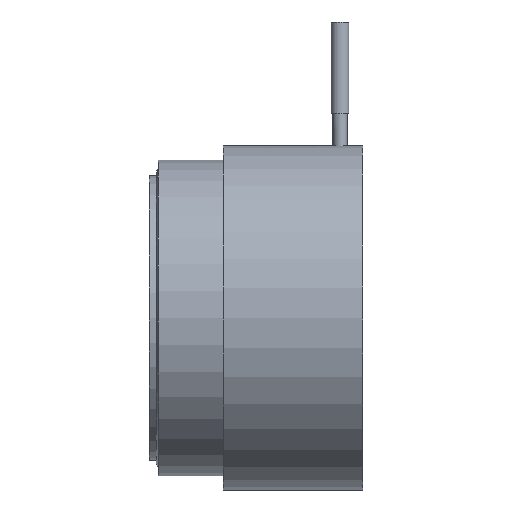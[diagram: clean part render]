
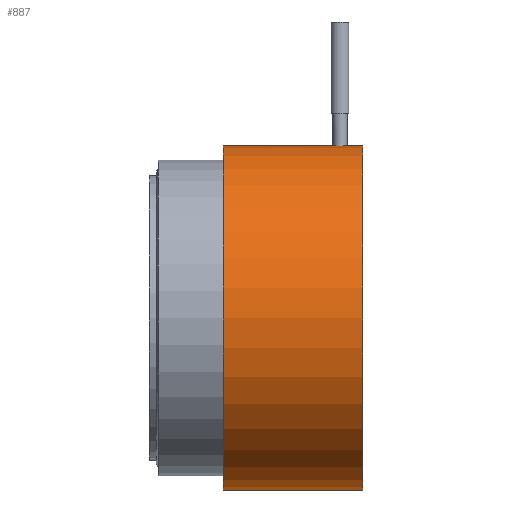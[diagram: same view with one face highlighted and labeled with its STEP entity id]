
A CAD part, front view. The second image highlights one B-rep face of the part: STEP entity #887.
In plain terms, the highlighted cylindrical face has radius 47.625 mm (diameter 95.25 mm), a partial arc.
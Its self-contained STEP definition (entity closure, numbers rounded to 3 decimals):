
#702=CARTESIAN_POINT('POINT253',(54.816,0.,
   47.625));
#703=VERTEX_POINT('VERTEX253',#702);
#711=CARTESIAN_POINT('POINT254',(50.848,0.,
   47.625));
#712=VERTEX_POINT('VERTEX254',#711);
#719=CARTESIAN_POINT('POINT255',(52.832,-1.984,
   47.584));
#720=VERTEX_POINT('VERTEX255',#719);
#721=B_SPLINE_CURVE_WITH_KNOTS('SPLINE_CRV7',3,(#722,#723,#724,#725,#726
   ,#727,#728,#729,#730,#731),.UNSPECIFIED.,.F.,.F.,(4,2,2,2,4),(
   0.,0.029,0.059,
   0.088,0.118),.UNSPECIFIED.);
#722=CARTESIAN_POINT('',(52.832,-1.984,
   47.584));
#723=CARTESIAN_POINT('',(52.583,-1.984,
   47.584));
#724=CARTESIAN_POINT('',(52.317,-1.935,
   47.586));
#725=CARTESIAN_POINT('',(51.828,-1.732,
   47.594));
#726=CARTESIAN_POINT('',(51.605,-1.579,
   47.599));
#727=CARTESIAN_POINT('',(51.253,-1.227,
   47.61));
#728=CARTESIAN_POINT('',(51.1,-1.004,
   47.615));
#729=CARTESIAN_POINT('',(50.897,-0.515,
   47.623));
#730=CARTESIAN_POINT('',(50.848,-0.249,47.625
   ));
#731=CARTESIAN_POINT('',(50.848,0.,
   47.625));
#732=EDGE_CURVE('EDGE423',#720,#712,#721,.T.);
#734=B_SPLINE_CURVE_WITH_KNOTS('SPLINE_CRV8',3,(#735,#736,#737,#738,#739
   ,#740,#741,#742,#743,#744),.UNSPECIFIED.,.F.,.F.,(4,2,2,2,4),(
   0.353,0.383,0.412,
   0.441,0.471),.UNSPECIFIED.);
#735=CARTESIAN_POINT('',(54.816,0.,47.625
   ));
#736=CARTESIAN_POINT('',(54.816,-0.249,
   47.625));
#737=CARTESIAN_POINT('',(54.767,-0.515,
   47.623));
#738=CARTESIAN_POINT('',(54.564,-1.004,
   47.615));
#739=CARTESIAN_POINT('',(54.411,-1.227,
   47.61));
#740=CARTESIAN_POINT('',(54.059,-1.579,
   47.599));
#741=CARTESIAN_POINT('',(53.836,-1.732,
   47.594));
#742=CARTESIAN_POINT('',(53.347,-1.935,
   47.586));
#743=CARTESIAN_POINT('',(53.081,-1.984,
   47.584));
#744=CARTESIAN_POINT('',(52.832,-1.984,
   47.584));
#745=EDGE_CURVE('EDGE424',#703,#720,#734,.T.);
#802=CARTESIAN_POINT('POINT256',(59.182,0.,
   47.625));
#803=VERTEX_POINT('VERTEX256',#802);
#804=CARTESIAN_POINT('POINT257',(59.182,0.,
   -47.625));
#805=VERTEX_POINT('VERTEX257',#804);
#806=CARTESIAN_POINT('POS419',(59.182,0.,0.));
#807=DIRECTION('DIR667',(-1.,0.,0.));
#808=DIRECTION('DIR668',(0.,0.,1.));
#809=AXIS2_PLACEMENT_3D('AXIS249',#806,#807,#808);
#810=CIRCLE('ELLIPSE124',#809,47.625);
#813=EDGE_CURVE('EDGE427',#805,#803,#810,.T.);
#848=CARTESIAN_POINT('POS423',(39.865,0.,
   47.625));
#849=DIRECTION('DIR675',(-1.,0.,0.));
#850=VECTOR('VEC171',#849,1.);
#851=LINE('STRAIGHT171',#848,#850);
#852=EDGE_CURVE('EDGE430',#803,#703,#851,.T.);
#853=ORIENTED_EDGE('COEDGE852',*,*,#852,.T.);
#854=ORIENTED_EDGE('COEDGE853',*,*,#745,.T.);
#855=ORIENTED_EDGE('COEDGE854',*,*,#732,.T.);
#856=CARTESIAN_POINT('POINT260',(20.549,0.,
   47.625));
#857=VERTEX_POINT('VERTEX260',#856);
#858=CARTESIAN_POINT('POS424',(39.865,0.,
   47.625));
#859=DIRECTION('DIR676',(-1.,0.,0.));
#860=VECTOR('VEC172',#859,1.);
#861=LINE('STRAIGHT172',#858,#860);
#862=EDGE_CURVE('EDGE431',#712,#857,#861,.T.);
#863=ORIENTED_EDGE('COEDGE855',*,*,#862,.T.);
#864=CARTESIAN_POINT('POINT261',(20.549,0.,
   -47.625));
#865=VERTEX_POINT('VERTEX261',#864);
#866=CARTESIAN_POINT('POS425',(20.549,0.,0.));
#867=DIRECTION('DIR677',(-1.,0.,0.));
#868=DIRECTION('DIR678',(0.,0.,1.));
#869=AXIS2_PLACEMENT_3D('AXIS253',#866,#867,#868);
#870=CIRCLE('ELLIPSE126',#869,47.625);
#871=EDGE_CURVE('EDGE432',#865,#857,#870,.T.);
#872=ORIENTED_EDGE('COEDGE856',*,*,#871,.F.);
#873=CARTESIAN_POINT('POS426',(39.865,0.,
   -47.625));
#874=DIRECTION('DIR679',(1.,0.,0.));
#875=VECTOR('VEC173',#874,1.);
#876=LINE('STRAIGHT173',#873,#875);
#877=EDGE_CURVE('EDGE433',#865,#805,#876,.T.);
#878=ORIENTED_EDGE('COEDGE857',*,*,#877,.T.);
#879=ORIENTED_EDGE('COEDGE858',*,*,#813,.T.);
#880=EDGE_LOOP('NONE',(#853,#854,#855,#863,#872,#878,#879));
#881=FACE_BOUND('LOOP1',#880,.T.);
#882=CARTESIAN_POINT('POS427',(39.865,0.,0.));
#883=DIRECTION('DIR680',(-1.,0.,0.));
#884=DIRECTION('DIR681',(0.,0.,1.));
#885=AXIS2_PLACEMENT_3D('AXIS254',#882,#883,#884);
#886=CYLINDRICAL_SURFACE('CONE_SURF85',#885,47.625);
#887=ADVANCED_FACE('FACE212',(#881),#886,.T.);
